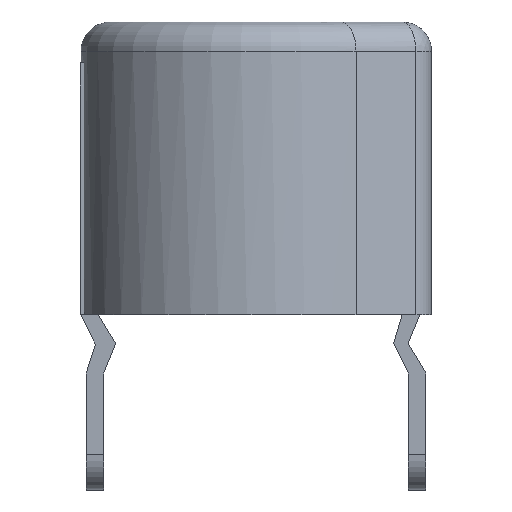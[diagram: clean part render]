
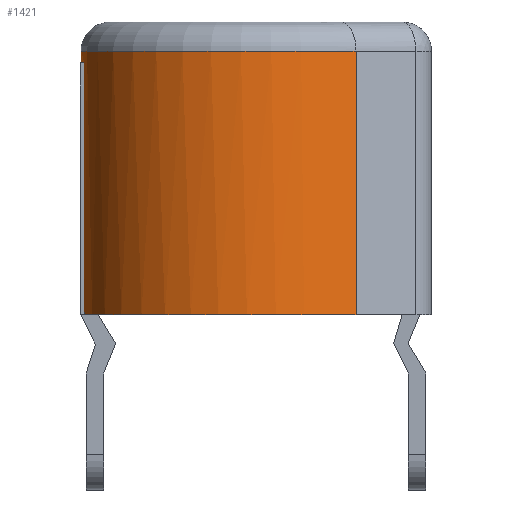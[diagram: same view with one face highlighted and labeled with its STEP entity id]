
A CAD part, left-side view. The second image highlights one B-rep face of the part: STEP entity #1421.
In plain terms, the highlighted cylindrical face has radius 3 mm (diameter 6 mm), a partial arc.
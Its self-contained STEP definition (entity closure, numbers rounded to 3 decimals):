
#131=FACE_OUTER_BOUND('',#218,.T.);
#218=EDGE_LOOP('',(#1103,#1104,#1105,#1106,#1107,#1108,#1109,#1110));
#283=LINE('',#2060,#450);
#314=LINE('',#2153,#481);
#318=LINE('',#2162,#485);
#325=LINE('',#2179,#492);
#450=VECTOR('',#1644,10.);
#481=VECTOR('',#1725,10.);
#485=VECTOR('',#1731,10.);
#492=VECTOR('',#1752,10.);
#621=CIRCLE('',#1529,3.);
#622=CIRCLE('',#1535,3.);
#623=CIRCLE('',#1537,3.);
#624=CIRCLE('',#1538,3.);
#650=VERTEX_POINT('',#2041);
#652=VERTEX_POINT('',#2058);
#657=VERTEX_POINT('',#2074);
#676=VERTEX_POINT('',#2151);
#677=VERTEX_POINT('',#2152);
#680=VERTEX_POINT('',#2160);
#681=VERTEX_POINT('',#2161);
#684=VERTEX_POINT('',#2174);
#788=EDGE_CURVE('',#652,#650,#283,.T.);
#826=EDGE_CURVE('',#650,#657,#621,.T.);
#827=EDGE_CURVE('',#676,#677,#314,.T.);
#831=EDGE_CURVE('',#680,#681,#318,.T.);
#837=EDGE_CURVE('',#681,#676,#622,.T.);
#839=EDGE_CURVE('',#677,#684,#623,.T.);
#840=EDGE_CURVE('',#652,#680,#624,.T.);
#841=EDGE_CURVE('',#684,#657,#325,.T.);
#1103=ORIENTED_EDGE('',*,*,#826,.F.);
#1104=ORIENTED_EDGE('',*,*,#788,.F.);
#1105=ORIENTED_EDGE('',*,*,#840,.T.);
#1106=ORIENTED_EDGE('',*,*,#831,.T.);
#1107=ORIENTED_EDGE('',*,*,#837,.T.);
#1108=ORIENTED_EDGE('',*,*,#827,.T.);
#1109=ORIENTED_EDGE('',*,*,#839,.T.);
#1110=ORIENTED_EDGE('',*,*,#841,.T.);
#1387=CYLINDRICAL_SURFACE('',#1540,3.);
#1421=ADVANCED_FACE('',(#131),#1387,.T.);
#1529=AXIS2_PLACEMENT_3D('',#2148,#1719,#1720);
#1535=AXIS2_PLACEMENT_3D('',#2172,#1741,#1742);
#1537=AXIS2_PLACEMENT_3D('',#2176,#1746,#1747);
#1538=AXIS2_PLACEMENT_3D('',#2177,#1748,#1749);
#1540=AXIS2_PLACEMENT_3D('',#2180,#1753,#1754);
#1644=DIRECTION('',(0.,0.,1.));
#1719=DIRECTION('center_axis',(0.,0.,1.));
#1720=DIRECTION('ref_axis',(-0.014,1.,0.));
#1725=DIRECTION('',(0.,0.,-1.));
#1731=DIRECTION('',(0.,0.,1.));
#1741=DIRECTION('center_axis',(0.,0.,1.));
#1742=DIRECTION('ref_axis',(1.,0.,0.));
#1746=DIRECTION('center_axis',(0.,0.,1.));
#1747=DIRECTION('ref_axis',(1.,0.,0.));
#1748=DIRECTION('center_axis',(0.,0.,1.));
#1749=DIRECTION('ref_axis',(1.,0.,0.));
#1752=DIRECTION('',(0.,0.,1.));
#1753=DIRECTION('center_axis',(0.,0.,1.));
#1754=DIRECTION('ref_axis',(-0.014,1.,0.));
#2041=CARTESIAN_POINT('',(2.511,-1.642,4.5));
#2058=CARTESIAN_POINT('',(2.511,-1.642,0.));
#2060=CARTESIAN_POINT('',(2.511,-1.642,0.));
#2074=CARTESIAN_POINT('',(-2.466,-1.709,4.5));
#2148=CARTESIAN_POINT('Origin',(0.,0.,4.5));
#2151=CARTESIAN_POINT('',(-0.6,2.939,4.3));
#2152=CARTESIAN_POINT('',(-0.6,2.939,0.));
#2153=CARTESIAN_POINT('',(-0.6,2.939,0.));
#2160=CARTESIAN_POINT('',(0.6,2.939,0.));
#2161=CARTESIAN_POINT('',(0.6,2.939,4.3));
#2162=CARTESIAN_POINT('',(0.6,2.939,0.));
#2172=CARTESIAN_POINT('Origin',(0.,0.,4.3));
#2174=CARTESIAN_POINT('',(-2.466,-1.709,0.));
#2176=CARTESIAN_POINT('Origin',(0.,0.,0.));
#2177=CARTESIAN_POINT('Origin',(0.,0.,0.));
#2179=CARTESIAN_POINT('',(-2.466,-1.709,0.));
#2180=CARTESIAN_POINT('Origin',(0.,0.,0.));
